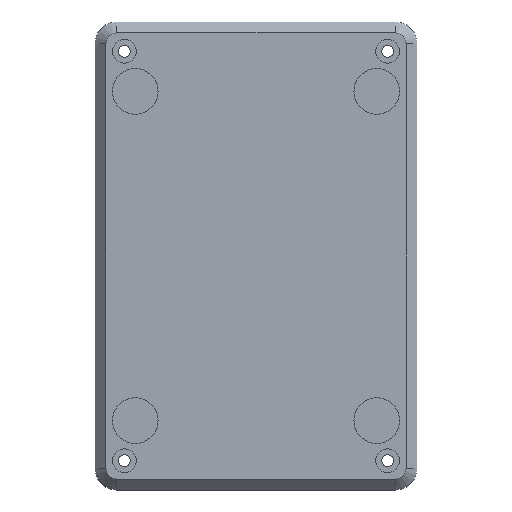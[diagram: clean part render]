
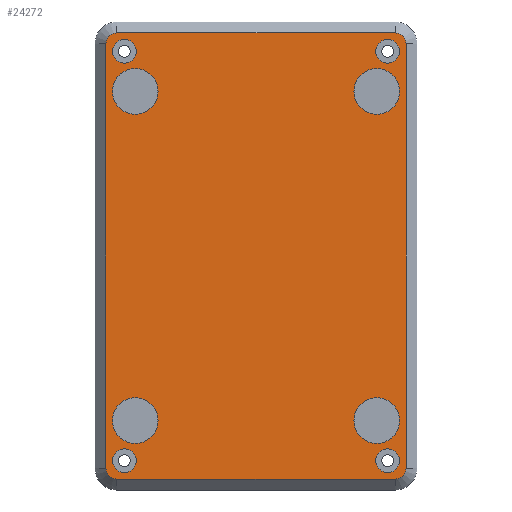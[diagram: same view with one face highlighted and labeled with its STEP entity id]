
A CAD part, front view. The second image highlights one B-rep face of the part: STEP entity #24272.
In plain terms, the highlighted planar face has unit normal (0, -1, 0).
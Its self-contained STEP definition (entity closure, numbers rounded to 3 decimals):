
#81=CIRCLE('',#24821,3.);
#82=CIRCLE('',#24822,3.);
#83=CIRCLE('',#24823,3.);
#84=CIRCLE('',#24824,3.);
#85=CIRCLE('',#24825,6.25);
#86=CIRCLE('',#24826,6.25);
#87=CIRCLE('',#24827,6.25);
#88=CIRCLE('',#24828,6.25);
#89=CIRCLE('',#24829,3.25);
#90=CIRCLE('',#24830,3.25);
#91=CIRCLE('',#24831,3.25);
#92=CIRCLE('',#24832,3.25);
#216=FACE_BOUND('',#5320,.T.);
#217=FACE_BOUND('',#5321,.T.);
#218=FACE_BOUND('',#5322,.T.);
#219=FACE_BOUND('',#5323,.T.);
#220=FACE_BOUND('',#5324,.T.);
#221=FACE_BOUND('',#5325,.T.);
#222=FACE_BOUND('',#5326,.T.);
#223=FACE_BOUND('',#5327,.T.);
#3912=FACE_OUTER_BOUND('',#5319,.T.);
#5319=EDGE_LOOP('',(#22290,#22291,#22292,#22293,#22294,#22295,#22296,#22297));
#5320=EDGE_LOOP('',(#22298));
#5321=EDGE_LOOP('',(#22299));
#5322=EDGE_LOOP('',(#22300));
#5323=EDGE_LOOP('',(#22301));
#5324=EDGE_LOOP('',(#22302));
#5325=EDGE_LOOP('',(#22303));
#5326=EDGE_LOOP('',(#22304));
#5327=EDGE_LOOP('',(#22305));
#7260=LINE('',#48909,#9194);
#7261=LINE('',#48913,#9195);
#7262=LINE('',#48917,#9196);
#7263=LINE('',#48921,#9197);
#9194=VECTOR('',#27740,10.);
#9195=VECTOR('',#27743,10.);
#9196=VECTOR('',#27746,10.);
#9197=VECTOR('',#27749,10.);
#11615=VERTEX_POINT('',#48907);
#11616=VERTEX_POINT('',#48908);
#11617=VERTEX_POINT('',#48910);
#11618=VERTEX_POINT('',#48912);
#11619=VERTEX_POINT('',#48914);
#11620=VERTEX_POINT('',#48916);
#11621=VERTEX_POINT('',#48918);
#11622=VERTEX_POINT('',#48920);
#11623=VERTEX_POINT('',#48923);
#11624=VERTEX_POINT('',#48925);
#11625=VERTEX_POINT('',#48927);
#11626=VERTEX_POINT('',#48929);
#11627=VERTEX_POINT('',#48931);
#11628=VERTEX_POINT('',#48933);
#11629=VERTEX_POINT('',#48935);
#11630=VERTEX_POINT('',#48937);
#15190=EDGE_CURVE('',#11615,#11616,#7260,.T.);
#15191=EDGE_CURVE('',#11617,#11615,#81,.T.);
#15192=EDGE_CURVE('',#11618,#11617,#7261,.T.);
#15193=EDGE_CURVE('',#11619,#11618,#82,.T.);
#15194=EDGE_CURVE('',#11620,#11619,#7262,.T.);
#15195=EDGE_CURVE('',#11621,#11620,#83,.T.);
#15196=EDGE_CURVE('',#11622,#11621,#7263,.T.);
#15197=EDGE_CURVE('',#11616,#11622,#84,.T.);
#15198=EDGE_CURVE('',#11623,#11623,#85,.T.);
#15199=EDGE_CURVE('',#11624,#11624,#86,.T.);
#15200=EDGE_CURVE('',#11625,#11625,#87,.T.);
#15201=EDGE_CURVE('',#11626,#11626,#88,.T.);
#15202=EDGE_CURVE('',#11627,#11627,#89,.T.);
#15203=EDGE_CURVE('',#11628,#11628,#90,.T.);
#15204=EDGE_CURVE('',#11629,#11629,#91,.T.);
#15205=EDGE_CURVE('',#11630,#11630,#92,.T.);
#22290=ORIENTED_EDGE('',*,*,#15190,.F.);
#22291=ORIENTED_EDGE('',*,*,#15191,.F.);
#22292=ORIENTED_EDGE('',*,*,#15192,.F.);
#22293=ORIENTED_EDGE('',*,*,#15193,.F.);
#22294=ORIENTED_EDGE('',*,*,#15194,.F.);
#22295=ORIENTED_EDGE('',*,*,#15195,.F.);
#22296=ORIENTED_EDGE('',*,*,#15196,.F.);
#22297=ORIENTED_EDGE('',*,*,#15197,.F.);
#22298=ORIENTED_EDGE('',*,*,#15198,.T.);
#22299=ORIENTED_EDGE('',*,*,#15199,.T.);
#22300=ORIENTED_EDGE('',*,*,#15200,.T.);
#22301=ORIENTED_EDGE('',*,*,#15201,.T.);
#22302=ORIENTED_EDGE('',*,*,#15202,.T.);
#22303=ORIENTED_EDGE('',*,*,#15203,.T.);
#22304=ORIENTED_EDGE('',*,*,#15204,.T.);
#22305=ORIENTED_EDGE('',*,*,#15205,.T.);
#22989=PLANE('',#24820);
#24272=ADVANCED_FACE('',(#3912,#216,#217,#218,#219,#220,#221,#222,#223),
#22989,.F.);
#24820=AXIS2_PLACEMENT_3D('',#48906,#27738,#27739);
#24821=AXIS2_PLACEMENT_3D('',#48911,#27741,#27742);
#24822=AXIS2_PLACEMENT_3D('',#48915,#27744,#27745);
#24823=AXIS2_PLACEMENT_3D('',#48919,#27747,#27748);
#24824=AXIS2_PLACEMENT_3D('',#48922,#27750,#27751);
#24825=AXIS2_PLACEMENT_3D('',#48924,#27752,#27753);
#24826=AXIS2_PLACEMENT_3D('',#48926,#27754,#27755);
#24827=AXIS2_PLACEMENT_3D('',#48928,#27756,#27757);
#24828=AXIS2_PLACEMENT_3D('',#48930,#27758,#27759);
#24829=AXIS2_PLACEMENT_3D('',#48932,#27760,#27761);
#24830=AXIS2_PLACEMENT_3D('',#48934,#27762,#27763);
#24831=AXIS2_PLACEMENT_3D('',#48936,#27764,#27765);
#24832=AXIS2_PLACEMENT_3D('',#48938,#27766,#27767);
#27738=DIRECTION('center_axis',(0.,1.,0.));
#27739=DIRECTION('ref_axis',(1.,0.,0.));
#27740=DIRECTION('',(0.,0.,-1.));
#27741=DIRECTION('center_axis',(0.,1.,0.));
#27742=DIRECTION('ref_axis',(0.,0.,1.));
#27743=DIRECTION('',(1.,0.,0.));
#27744=DIRECTION('center_axis',(0.,1.,0.));
#27745=DIRECTION('ref_axis',(-1.,0.,0.));
#27746=DIRECTION('',(0.,0.,1.));
#27747=DIRECTION('center_axis',(0.,1.,0.));
#27748=DIRECTION('ref_axis',(0.,0.,-1.));
#27749=DIRECTION('',(-1.,0.,0.));
#27750=DIRECTION('center_axis',(0.,1.,0.));
#27751=DIRECTION('ref_axis',(1.,0.,0.));
#27752=DIRECTION('center_axis',(0.,1.,0.));
#27753=DIRECTION('ref_axis',(1.,0.,0.));
#27754=DIRECTION('center_axis',(0.,1.,0.));
#27755=DIRECTION('ref_axis',(1.,0.,0.));
#27756=DIRECTION('center_axis',(0.,1.,0.));
#27757=DIRECTION('ref_axis',(1.,0.,0.));
#27758=DIRECTION('center_axis',(0.,1.,0.));
#27759=DIRECTION('ref_axis',(1.,0.,0.));
#27760=DIRECTION('center_axis',(0.,1.,0.));
#27761=DIRECTION('ref_axis',(1.,0.,0.));
#27762=DIRECTION('center_axis',(0.,1.,0.));
#27763=DIRECTION('ref_axis',(1.,0.,0.));
#27764=DIRECTION('center_axis',(0.,1.,0.));
#27765=DIRECTION('ref_axis',(1.,0.,0.));
#27766=DIRECTION('center_axis',(0.,1.,0.));
#27767=DIRECTION('ref_axis',(1.,0.,0.));
#48906=CARTESIAN_POINT('Origin',(-0.01,-8.,-48.75));
#48907=CARTESIAN_POINT('',(41.02,-8.,9.25));
#48908=CARTESIAN_POINT('',(41.02,-8.,-106.75));
#48909=CARTESIAN_POINT('',(41.02,-8.,-19.75));
#48910=CARTESIAN_POINT('',(38.02,-8.,12.25));
#48911=CARTESIAN_POINT('Origin',(38.02,-8.,9.25));
#48912=CARTESIAN_POINT('',(-38.04,-8.,12.25));
#48913=CARTESIAN_POINT('',(-19.025,-8.,12.25));
#48914=CARTESIAN_POINT('',(-41.04,-8.,9.25));
#48915=CARTESIAN_POINT('Origin',(-38.04,-8.,9.25));
#48916=CARTESIAN_POINT('',(-41.04,-8.,-106.75));
#48917=CARTESIAN_POINT('',(-41.04,-8.,-77.75));
#48918=CARTESIAN_POINT('',(-38.04,-8.,-109.75));
#48919=CARTESIAN_POINT('Origin',(-38.04,-8.,-106.75));
#48920=CARTESIAN_POINT('',(38.02,-8.,-109.75));
#48921=CARTESIAN_POINT('',(19.005,-8.,-109.75));
#48922=CARTESIAN_POINT('Origin',(38.02,-8.,-106.75));
#48923=CARTESIAN_POINT('',(-39.29,-8.,-93.75));
#48924=CARTESIAN_POINT('Origin',(-33.04,-8.,-93.75));
#48925=CARTESIAN_POINT('',(26.77,-8.,-3.75));
#48926=CARTESIAN_POINT('Origin',(33.02,-8.,-3.75));
#48927=CARTESIAN_POINT('',(26.77,-8.,-93.75));
#48928=CARTESIAN_POINT('Origin',(33.02,-8.,-93.75));
#48929=CARTESIAN_POINT('',(-39.29,-8.,-3.75));
#48930=CARTESIAN_POINT('Origin',(-33.04,-8.,-3.75));
#48931=CARTESIAN_POINT('',(-39.25,-8.,-104.75));
#48932=CARTESIAN_POINT('Origin',(-36.,-8.,-104.75));
#48933=CARTESIAN_POINT('',(32.75,-8.,7.25));
#48934=CARTESIAN_POINT('Origin',(36.,-8.,7.25));
#48935=CARTESIAN_POINT('',(32.75,-8.,-104.75));
#48936=CARTESIAN_POINT('Origin',(36.,-8.,-104.75));
#48937=CARTESIAN_POINT('',(-39.25,-8.,7.25));
#48938=CARTESIAN_POINT('Origin',(-36.,-8.,7.25));
